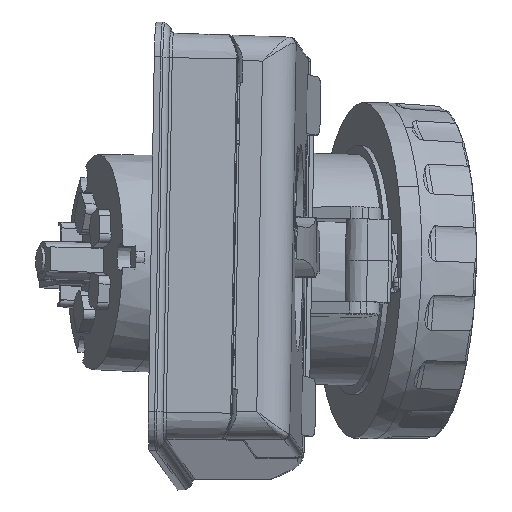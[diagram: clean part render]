
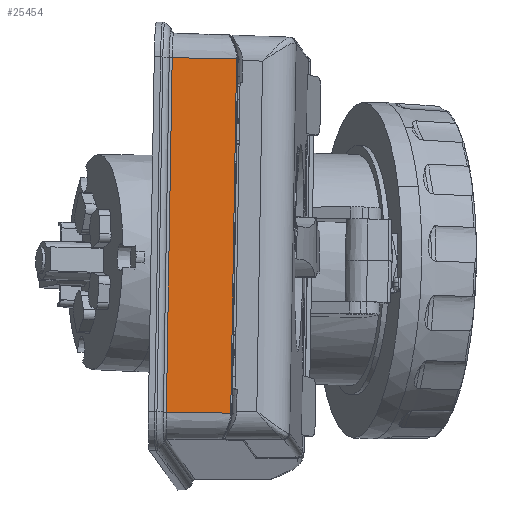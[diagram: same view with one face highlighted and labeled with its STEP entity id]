
A CAD part, top view. The second image highlights one B-rep face of the part: STEP entity #25454.
In plain terms, the highlighted planar face has unit normal (-0.021, 0.053, 0.998).
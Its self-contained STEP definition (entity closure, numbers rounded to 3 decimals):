
#1426=CARTESIAN_POINT('',(153.336,-122.195,166.843));
#1432=DIRECTION('',(-1.,0.015,-0.022));
#1433=VECTOR('',#1432,21.765);
#1434=CARTESIAN_POINT('',(153.336,-122.195,166.843));
#1435=LINE('',#1434,#1433);
#1454=DIRECTION('',(-0.017,-0.998,0.053));
#1455=VECTOR('',#1454,120.);
#1456=CARTESIAN_POINT('',(155.322,-2.377,160.541));
#1457=LINE('',#1456,#1455);
#3493=CARTESIAN_POINT('',(155.322,-2.377,160.541));
#3514=DIRECTION('',(1.,-0.015,0.022));
#3515=VECTOR('',#3514,21.765);
#3516=CARTESIAN_POINT('',(133.565,-2.042,160.055));
#3517=LINE('',#3516,#3515);
#3522=DIRECTION('',(0.017,0.998,-0.053));
#3523=VECTOR('',#3522,120.);
#3524=CARTESIAN_POINT('',(131.579,-121.86,166.357));
#3525=LINE('',#3524,#3523);
#18972=VERTEX_POINT('',#1426);
#18973=CARTESIAN_POINT('',(131.579,-121.86,
166.357));
#18974=VERTEX_POINT('',#18973);
#18985=VERTEX_POINT('',#3493);
#18986=CARTESIAN_POINT('',(133.565,-2.042,
160.055));
#18987=VERTEX_POINT('',#18986);
#25442=CARTESIAN_POINT('',(126.647,-61.86,
163.074));
#25443=DIRECTION('',(-0.022,0.053,0.998));
#25444=DIRECTION('',(0.017,0.998,-0.053));
#25445=AXIS2_PLACEMENT_3D('',#25442,#25443,#25444);
#25446=PLANE('',#25445);
#25447=ORIENTED_EDGE('',*,*,#25434,.T.);
#25448=ORIENTED_EDGE('',*,*,#22982,.T.);
#25449=ORIENTED_EDGE('',*,*,#22868,.T.);
#25451=ORIENTED_EDGE('',*,*,#25450,.T.);
#25452=EDGE_LOOP('',(#25447,#25448,#25449,#25451));
#25453=FACE_OUTER_BOUND('',#25452,.F.);
#25454=ADVANCED_FACE('',(#25453),#25446,.T.);
#22868=EDGE_CURVE('',#18972,#18974,#1435,.T.);
#22982=EDGE_CURVE('',#18985,#18972,#1457,.T.);
#25434=EDGE_CURVE('',#18987,#18985,#3517,.T.);
#25450=EDGE_CURVE('',#18974,#18987,#3525,.T.);
